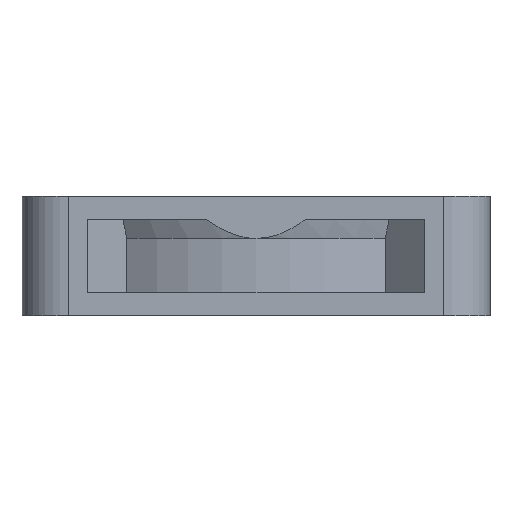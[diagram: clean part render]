
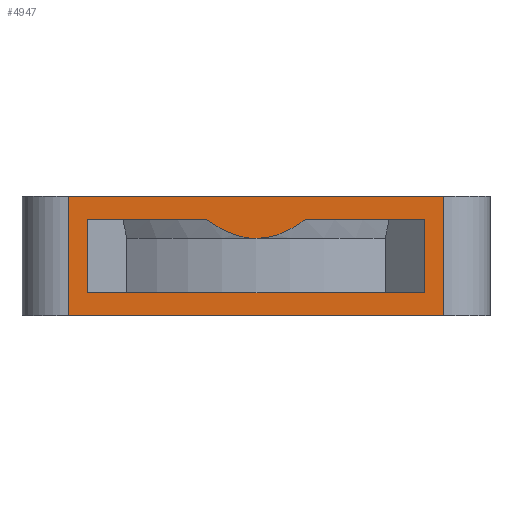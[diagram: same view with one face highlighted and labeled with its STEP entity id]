
A CAD part, front view. The second image highlights one B-rep face of the part: STEP entity #4947.
In plain terms, the highlighted planar face has unit normal (0, -1, 0).
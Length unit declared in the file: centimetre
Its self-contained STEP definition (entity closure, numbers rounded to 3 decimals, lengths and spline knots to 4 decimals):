
#75=DIRECTION('',(1.,0.,0.));
#76=VECTOR('',#75,32.3);
#77=CARTESIAN_POINT('',(-16.15,-20.15,1.9));
#78=LINE('',#77,#76);
#582=DIRECTION('',(1.,0.,0.));
#583=VECTOR('',#582,32.3);
#584=CARTESIAN_POINT('',(-16.15,-20.15,-8.4));
#585=LINE('',#584,#583);
#1002=DIRECTION('',(1.,0.,0.));
#1003=VECTOR('',#1002,10.2431);
#1004=CARTESIAN_POINT('',(-14.4931,-20.15,-0.1));
#1005=LINE('',#1004,#1003);
#1034=DIRECTION('',(1.,0.,0.));
#1035=VECTOR('',#1034,10.2431);
#1036=CARTESIAN_POINT('',(4.25,-20.15,-0.1));
#1037=LINE('',#1036,#1035);
#1107=DIRECTION('',(0.,0.,-1.));
#1108=VECTOR('',#1107,6.3);
#1109=CARTESIAN_POINT('',(14.4931,-20.15,-0.1));
#1110=LINE('',#1109,#1108);
#1111=CARTESIAN_POINT('',(0.,-20.15,-1.7333));
#1112=CARTESIAN_POINT('',(0.3309,-20.15,-1.7333));
#1113=CARTESIAN_POINT('',(1.0045,-20.15,-1.6728));
#1114=CARTESIAN_POINT('',(2.0425,-20.15,-1.387));
#1115=CARTESIAN_POINT('',(3.1329,-20.15,-0.8773));
#1116=CARTESIAN_POINT('',(3.8748,-20.15,-0.3853));
#1117=CARTESIAN_POINT('',(4.25,-20.15,-0.1));
#1119=CARTESIAN_POINT('',(-4.25,-20.15,-0.1));
#1120=CARTESIAN_POINT('',(-3.875,-20.15,-0.3851));
#1121=CARTESIAN_POINT('',(-3.1335,-20.15,-0.8769));
#1122=CARTESIAN_POINT('',(-2.0443,-20.15,-1.3862));
#1123=CARTESIAN_POINT('',(-1.0054,-20.15,-1.6727));
#1124=CARTESIAN_POINT('',(-0.3312,-20.15,-1.7333));
#1125=CARTESIAN_POINT('',(0.,-20.15,-1.7333));
#1127=DIRECTION('',(0.,0.,-1.));
#1128=VECTOR('',#1127,6.3);
#1129=CARTESIAN_POINT('',(-14.4931,-20.15,-0.1));
#1130=LINE('',#1129,#1128);
#1131=DIRECTION('',(0.,0.,1.));
#1132=VECTOR('',#1131,10.3);
#1133=CARTESIAN_POINT('',(16.15,-20.15,-8.4));
#1134=LINE('',#1133,#1132);
#1150=DIRECTION('',(0.,0.,-1.));
#1151=VECTOR('',#1150,10.3);
#1152=CARTESIAN_POINT('',(-16.15,-20.15,1.9));
#1153=LINE('',#1152,#1151);
#1168=DIRECTION('',(1.,0.,0.));
#1169=VECTOR('',#1168,14.4931);
#1170=CARTESIAN_POINT('',(-14.4931,-20.15,-6.4));
#1171=LINE('',#1170,#1169);
#1215=DIRECTION('',(1.,0.,0.));
#1216=VECTOR('',#1215,14.4931);
#1217=CARTESIAN_POINT('',(0.,-20.15,-6.4));
#1218=LINE('',#1217,#1216);
#3061=VERTEX_POINT('',#1119);
#3062=VERTEX_POINT('',#1125);
#3063=VERTEX_POINT('',#1117);
#3084=CARTESIAN_POINT('',(16.15,-20.15,-8.4));
#3086=VERTEX_POINT('',#3084);
#3087=CARTESIAN_POINT('',(16.15,-20.15,1.9));
#3089=VERTEX_POINT('',#3087);
#3091=CARTESIAN_POINT('',(-16.15,-20.15,-8.4));
#3093=VERTEX_POINT('',#3091);
#3096=CARTESIAN_POINT('',(-16.15,-20.15,1.9));
#3098=VERTEX_POINT('',#3096);
#3102=CARTESIAN_POINT('',(-14.4931,-20.15,-6.4));
#3104=VERTEX_POINT('',#3102);
#3105=CARTESIAN_POINT('',(-14.4931,-20.15,-0.1));
#3106=VERTEX_POINT('',#3105);
#3107=CARTESIAN_POINT('',(0.,-20.15,-6.4));
#3108=VERTEX_POINT('',#3107);
#3149=CARTESIAN_POINT('',(14.4931,-20.15,-6.4));
#3151=VERTEX_POINT('',#3149);
#3161=CARTESIAN_POINT('',(14.4931,-20.15,-0.1));
#3163=VERTEX_POINT('',#3161);
#4920=CARTESIAN_POINT('',(-20.15,-20.15,-8.4));
#4921=DIRECTION('',(0.,1.,0.));
#4922=DIRECTION('',(1.,0.,0.));
#4923=AXIS2_PLACEMENT_3D('',#4920,#4921,#4922);
#4924=PLANE('',#4923);
#4926=ORIENTED_EDGE('',*,*,#4925,.F.);
#4927=ORIENTED_EDGE('',*,*,#4386,.F.);
#4929=ORIENTED_EDGE('',*,*,#4928,.F.);
#4930=ORIENTED_EDGE('',*,*,#4029,.T.);
#4931=EDGE_LOOP('',(#4926,#4927,#4929,#4930));
#4932=FACE_OUTER_BOUND('',#4931,.F.);
#4934=ORIENTED_EDGE('',*,*,#4933,.T.);
#4936=ORIENTED_EDGE('',*,*,#4935,.F.);
#4937=ORIENTED_EDGE('',*,*,#4806,.F.);
#4939=ORIENTED_EDGE('',*,*,#4938,.F.);
#4940=ORIENTED_EDGE('',*,*,#4899,.F.);
#4941=ORIENTED_EDGE('',*,*,#4751,.F.);
#4942=ORIENTED_EDGE('',*,*,#4886,.T.);
#4944=ORIENTED_EDGE('',*,*,#4943,.T.);
#4945=EDGE_LOOP('',(#4934,#4936,#4937,#4939,#4940,#4941,#4942,#4944));
#4946=FACE_BOUND('',#4945,.F.);
#4947=ADVANCED_FACE('',(#4932,#4946),#4924,.F.);
#1118=B_SPLINE_CURVE_WITH_KNOTS('',3,(#1111,#1112,#1113,#1114,#1115,#1116,
#1117),.UNSPECIFIED.,.F.,.F.,(4,1,1,1,4),(0.,0.25,0.5,0.75,1.),
.UNSPECIFIED.);
#1126=B_SPLINE_CURVE_WITH_KNOTS('',3,(#1119,#1120,#1121,#1122,#1123,#1124,
#1125),.UNSPECIFIED.,.F.,.F.,(4,1,1,1,4),(0.,0.25,0.5,0.75,1.),
.UNSPECIFIED.);
#4029=EDGE_CURVE('',#3098,#3089,#78,.T.);
#4386=EDGE_CURVE('',#3093,#3086,#585,.T.);
#4751=EDGE_CURVE('',#3106,#3061,#1005,.T.);
#4806=EDGE_CURVE('',#3063,#3163,#1037,.T.);
#4886=EDGE_CURVE('',#3106,#3104,#1130,.T.);
#4899=EDGE_CURVE('',#3061,#3062,#1126,.T.);
#4925=EDGE_CURVE('',#3086,#3089,#1134,.T.);
#4928=EDGE_CURVE('',#3098,#3093,#1153,.T.);
#4933=EDGE_CURVE('',#3108,#3151,#1218,.T.);
#4935=EDGE_CURVE('',#3163,#3151,#1110,.T.);
#4938=EDGE_CURVE('',#3062,#3063,#1118,.T.);
#4943=EDGE_CURVE('',#3104,#3108,#1171,.T.);
